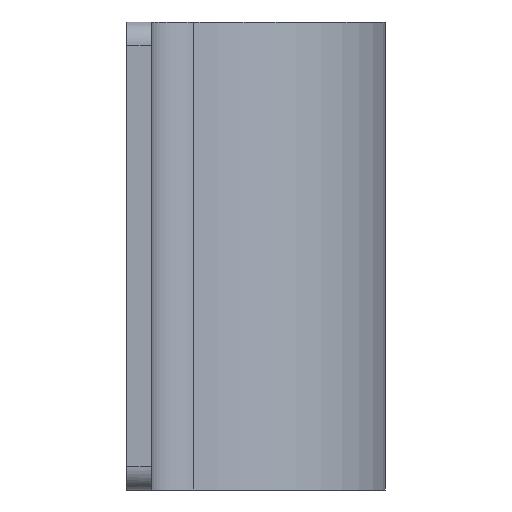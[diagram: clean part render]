
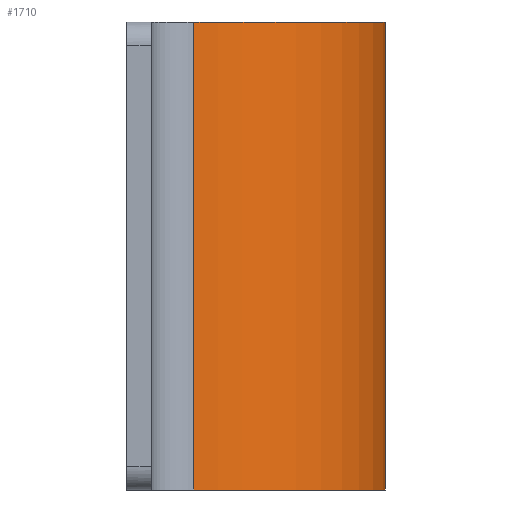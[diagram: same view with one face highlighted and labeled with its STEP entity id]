
A CAD part, left-side view. The second image highlights one B-rep face of the part: STEP entity #1710.
In plain terms, the highlighted free-form (B-spline) face has degree [1, 2] with [2, 3] control points.
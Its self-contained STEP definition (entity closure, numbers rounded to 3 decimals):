
#1635=CARTESIAN_POINT('',(-4.477,-13.5,30.0));
#1636=VERTEX_POINT('',#1635);
#1642=CARTESIAN_POINT('',(-4.477,-13.5,0.0));
#1643=VERTEX_POINT('',#1642);
#1644=CARTESIAN_POINT('',(-4.477,-13.5,0.0));
#1645=CARTESIAN_POINT('',(-4.477,-13.5,30.0));
#1646=QUASI_UNIFORM_CURVE('',1,(#1644,#1645),.UNSPECIFIED.,.F.,.U.);
#1647=EDGE_CURVE('',#1643,#1636,#1646,.T.);
#1658=CARTESIAN_POINT('',(-3.884,-13.487,-0.75));
#1659=CARTESIAN_POINT('',(-3.884,-13.487,30.769));
#1660=CARTESIAN_POINT('',(-17.471,-14.08,-0.75));
#1661=CARTESIAN_POINT('',(-17.471,-14.08,30.769));
#1662=CARTESIAN_POINT('',(-18.064,-0.493,-0.75));
#1663=CARTESIAN_POINT('',(-18.064,-0.493,30.769));
#1671=(BOUNDED_SURFACE()B_SPLINE_SURFACE(1,2,((#1658,#1660,#1662),(#1659,#1661,#1663)),.UNSPECIFIED.,.F.,.F.,.U.)B_SPLINE_SURFACE_WITH_KNOTS((2,2),(3,3),(0.0,31.519),(0.0,22.533),.UNSPECIFIED.)GEOMETRIC_REPRESENTATION_ITEM()RATIONAL_B_SPLINE_SURFACE(((1.0,0.707,1.0),(1.0,0.707,1.0)))REPRESENTATION_ITEM('')SURFACE());
#1672=CARTESIAN_POINT('',(-18.014,-1.211,30.0));
#1673=VERTEX_POINT('',#1672);
#1674=CARTESIAN_POINT('',(-4.477,-13.5,30.0));
#1675=CARTESIAN_POINT('',(-16.824,-13.5,30.0));
#1676=CARTESIAN_POINT('',(-18.014,-1.211,30.0));
#1684=(BOUNDED_CURVE()B_SPLINE_CURVE(2,(#1674,#1675,#1676),.UNSPECIFIED.,.F.,.U.)CURVE()GEOMETRIC_REPRESENTATION_ITEM()QUASI_UNIFORM_CURVE()RATIONAL_B_SPLINE_CURVE((1.0,0.74,1.0))REPRESENTATION_ITEM(''));
#1685=EDGE_CURVE('',#1636,#1673,#1684,.T.);
#1686=ORIENTED_EDGE('',*,*,#1685,.T.);
#1687=CARTESIAN_POINT('',(-18.014,-1.211,0.0));
#1688=VERTEX_POINT('',#1687);
#1689=CARTESIAN_POINT('',(-18.014,-1.211,0.0));
#1690=CARTESIAN_POINT('',(-18.014,-1.211,30.0));
#1691=QUASI_UNIFORM_CURVE('',1,(#1689,#1690),.UNSPECIFIED.,.F.,.U.);
#1692=EDGE_CURVE('',#1688,#1673,#1691,.T.);
#1693=ORIENTED_EDGE('',*,*,#1692,.F.);
#1694=CARTESIAN_POINT('',(-4.477,-13.5,0.0));
#1695=CARTESIAN_POINT('',(-16.824,-13.5,0.0));
#1696=CARTESIAN_POINT('',(-18.014,-1.211,0.0));
#1704=(BOUNDED_CURVE()B_SPLINE_CURVE(2,(#1694,#1695,#1696),.UNSPECIFIED.,.F.,.U.)CURVE()GEOMETRIC_REPRESENTATION_ITEM()QUASI_UNIFORM_CURVE()RATIONAL_B_SPLINE_CURVE((1.0,0.74,1.0))REPRESENTATION_ITEM(''));
#1705=EDGE_CURVE('',#1643,#1688,#1704,.T.);
#1706=ORIENTED_EDGE('',*,*,#1705,.F.);
#1707=ORIENTED_EDGE('',*,*,#1647,.T.);
#1708=EDGE_LOOP('',(#1686,#1693,#1706,#1707));
#1709=FACE_OUTER_BOUND('',#1708,.T.);
#1710=ADVANCED_FACE('',(#1709),#1671,.T.);
